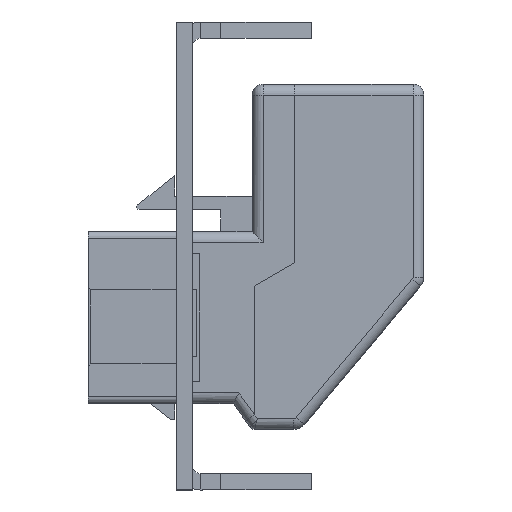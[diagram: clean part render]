
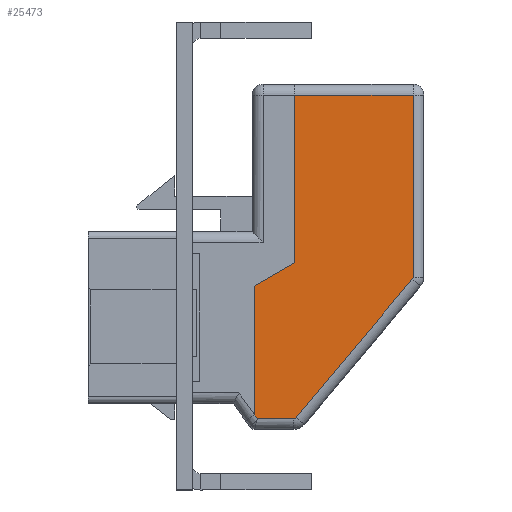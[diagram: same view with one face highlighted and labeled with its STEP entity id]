
A CAD part, left-side view. The second image highlights one B-rep face of the part: STEP entity #25473.
In plain terms, the highlighted planar face has unit normal (-1, 0, 0).
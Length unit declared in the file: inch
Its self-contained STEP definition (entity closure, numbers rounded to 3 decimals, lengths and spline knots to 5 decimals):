
#1406 = CARTESIAN_POINT ( 'NONE',  ( -0.369, -0.558, 0.3185 ) ) ;
#2744 = LINE ( 'NONE', #10218, #17319 ) ;
#2879 = CARTESIAN_POINT ( 'NONE',  ( -0.369, -2.19989, 0.8225 ) ) ;
#3413 = VECTOR ( 'NONE', #24767, 39.37008 ) ;
#3471 = AXIS2_PLACEMENT_3D ( 'NONE', #22286, #4839, #25151 ) ;
#3524 = DIRECTION ( 'NONE',  ( 0., -0.586, -0.81 ) ) ;
#3697 = CARTESIAN_POINT ( 'NONE',  ( -0.369, -1.8361, 0.94484 ) ) ;
#4141 = VERTEX_POINT ( 'NONE', #25917 ) ;
#4418 = CARTESIAN_POINT ( 'NONE',  ( -0.369, -1.57836, 0.84003 ) ) ;
#4839 = DIRECTION ( 'NONE',  ( -1., 0., 0. ) ) ;
#5141 = DIRECTION ( 'NONE',  ( -1., 0., 0. ) ) ;
#6132 = VERTEX_POINT ( 'NONE', #11211 ) ;
#6602 = DIRECTION ( 'NONE',  ( 1., 0., 0. ) ) ;
#6744 = CARTESIAN_POINT ( 'NONE',  ( -0.369, -0.40993, 0.3185 ) ) ;
#7332 = DIRECTION ( 'NONE',  ( 0., -0.643, 0.766 ) ) ;
#7432 = VERTEX_POINT ( 'NONE', #23419 ) ;
#7806 = AXIS2_PLACEMENT_3D ( 'NONE', #22577, #5141, #25435 ) ;
#9065 = LINE ( 'NONE', #6744, #23643 ) ;
#9293 = CARTESIAN_POINT ( 'NONE',  ( -0.369, -0.996, 0.8225 ) ) ;
#9678 = DIRECTION ( 'NONE',  ( 0., 0., 1. ) ) ;
#9873 = ORIENTED_EDGE ( 'NONE', *, *, #20702, .T. ) ;
#10218 = CARTESIAN_POINT ( 'NONE',  ( -0.369, -2.19989, -0.3735 ) ) ;
#11035 = VERTEX_POINT ( 'NONE', #13950 ) ;
#11211 = CARTESIAN_POINT ( 'NONE',  ( -0.369, -0.99366, 0.14321 ) ) ;
#11364 = AXIS2_PLACEMENT_3D ( 'NONE', #15231, #6602, #26924 ) ;
#13161 = DIRECTION ( 'NONE',  ( 0., -1., 0. ) ) ;
#13950 = CARTESIAN_POINT ( 'NONE',  ( -0.369, -0.40993, 0.1165 ) ) ;
#14072 = ORIENTED_EDGE ( 'NONE', *, *, #20851, .T. ) ;
#14257 = CARTESIAN_POINT ( 'NONE',  ( -0.369, -0.996, 0.14964 ) ) ;
#14259 = VERTEX_POINT ( 'NONE', #9293 ) ;
#14438 = CARTESIAN_POINT ( 'NONE',  ( -0.369, -0.558, 0.8225 ) ) ;
#15028 = CIRCLE ( 'NONE', #7806, 0.01 ) ;
#15202 = LINE ( 'NONE', #2879, #30667 ) ;
#15231 = CARTESIAN_POINT ( 'NONE',  ( -0.369, -2.19989, 0.3185 ) ) ;
#16570 = ORIENTED_EDGE ( 'NONE', *, *, #21592, .T. ) ;
#17319 = VECTOR ( 'NONE', #13161, 39.37008 ) ;
#17871 = VERTEX_POINT ( 'NONE', #21020 ) ;
#17939 = EDGE_CURVE ( 'NONE', #36873, #14259, #19837, .T. ) ;
#18020 = CARTESIAN_POINT ( 'NONE',  ( -0.369, -0.70285, -0.76434 ) ) ;
#18142 = EDGE_CURVE ( 'NONE', #14259, #24301, #15202, .T. ) ;
#18879 = DIRECTION ( 'NONE',  ( 0., 0., 1. ) ) ;
#18965 = EDGE_CURVE ( 'NONE', #4141, #24301, #22859, .T. ) ;
#19480 = EDGE_CURVE ( 'NONE', #11035, #4141, #24568, .T. ) ;
#19709 = EDGE_CURVE ( 'NONE', #21356, #11035, #9065, .T. ) ;
#19837 = LINE ( 'NONE', #21907, #3413 ) ;
#20129 = EDGE_CURVE ( 'NONE', #21356, #17871, #35606, .T. ) ;
#20172 = VECTOR ( 'NONE', #3524, 39.37008 ) ;
#20618 = ORIENTED_EDGE ( 'NONE', *, *, #19480, .F. ) ;
#20702 = EDGE_CURVE ( 'NONE', #17871, #7432, #2744, .T. ) ;
#20851 = EDGE_CURVE ( 'NONE', #7432, #22724, #15028, .T. ) ;
#21020 = CARTESIAN_POINT ( 'NONE',  ( -0.369, -0.42015, -0.3735 ) ) ;
#21356 = VERTEX_POINT ( 'NONE', #29336 ) ;
#21592 = EDGE_CURVE ( 'NONE', #22724, #6132, #22297, .T. ) ;
#21907 = CARTESIAN_POINT ( 'NONE',  ( -0.369, -0.996, 0.3185 ) ) ;
#22204 = EDGE_CURVE ( 'NONE', #6132, #36873, #32160, .T. ) ;
#22248 = ORIENTED_EDGE ( 'NONE', *, *, #20129, .T. ) ;
#22286 = CARTESIAN_POINT ( 'NONE',  ( -0.369, -0.986, 0.14964 ) ) ;
#22297 = LINE ( 'NONE', #4418, #30894 ) ;
#22577 = CARTESIAN_POINT ( 'NONE',  ( -0.369, -0.55542, -0.3635 ) ) ;
#22724 = VERTEX_POINT ( 'NONE', #31350 ) ;
#22859 = LINE ( 'NONE', #1406, #37341 ) ;
#23242 = DIRECTION ( 'NONE',  ( 0., 1., 0. ) ) ;
#23419 = CARTESIAN_POINT ( 'NONE',  ( -0.369, -0.55542, -0.3735 ) ) ;
#23643 = VECTOR ( 'NONE', #9678, 39.37008 ) ;
#24031 = PLANE ( 'NONE',  #11364 ) ;
#24301 = VERTEX_POINT ( 'NONE', #14438 ) ;
#24568 = LINE ( 'NONE', #3697, #30496 ) ;
#24767 = DIRECTION ( 'NONE',  ( 0., 0., 1. ) ) ;
#25151 = DIRECTION ( 'NONE',  ( 0., 0., -1. ) ) ;
#25435 = DIRECTION ( 'NONE',  ( 0., 0., -1. ) ) ;
#25473 = ADVANCED_FACE ( 'NONE', ( #36808 ), #24031, .F. ) ;
#25604 = ORIENTED_EDGE ( 'NONE', *, *, #17939, .T. ) ;
#25845 = ORIENTED_EDGE ( 'NONE', *, *, #18965, .F. ) ;
#25917 = CARTESIAN_POINT ( 'NONE',  ( -0.369, -0.558, 0.2025 ) ) ;
#26924 = DIRECTION ( 'NONE',  ( 0., 0., -1. ) ) ;
#29336 = CARTESIAN_POINT ( 'NONE',  ( -0.369, -0.40993, -0.35937 ) ) ;
#30365 = ORIENTED_EDGE ( 'NONE', *, *, #19709, .F. ) ;
#30496 = VECTOR ( 'NONE', #32795, 39.37008 ) ;
#30667 = VECTOR ( 'NONE', #23242, 39.37008 ) ;
#30894 = VECTOR ( 'NONE', #7332, 39.37008 ) ;
#31350 = CARTESIAN_POINT ( 'NONE',  ( -0.369, -0.56309, -0.36993 ) ) ;
#32160 = CIRCLE ( 'NONE', #3471, 0.01 ) ;
#32795 = DIRECTION ( 'NONE',  ( 0., -0.865, 0.502 ) ) ;
#33773 = ORIENTED_EDGE ( 'NONE', *, *, #18142, .T. ) ;
#35606 = LINE ( 'NONE', #18020, #20172 ) ;
#36686 = ORIENTED_EDGE ( 'NONE', *, *, #22204, .T. ) ;
#36808 = FACE_OUTER_BOUND ( 'NONE', #37517, .T. ) ;
#36873 = VERTEX_POINT ( 'NONE', #14257 ) ;
#37341 = VECTOR ( 'NONE', #18879, 39.37008 ) ;
#37517 = EDGE_LOOP ( 'NONE', ( #25604, #33773, #25845, #20618, #30365, #22248, #9873, #14072, #16570, #36686 ) ) ;
